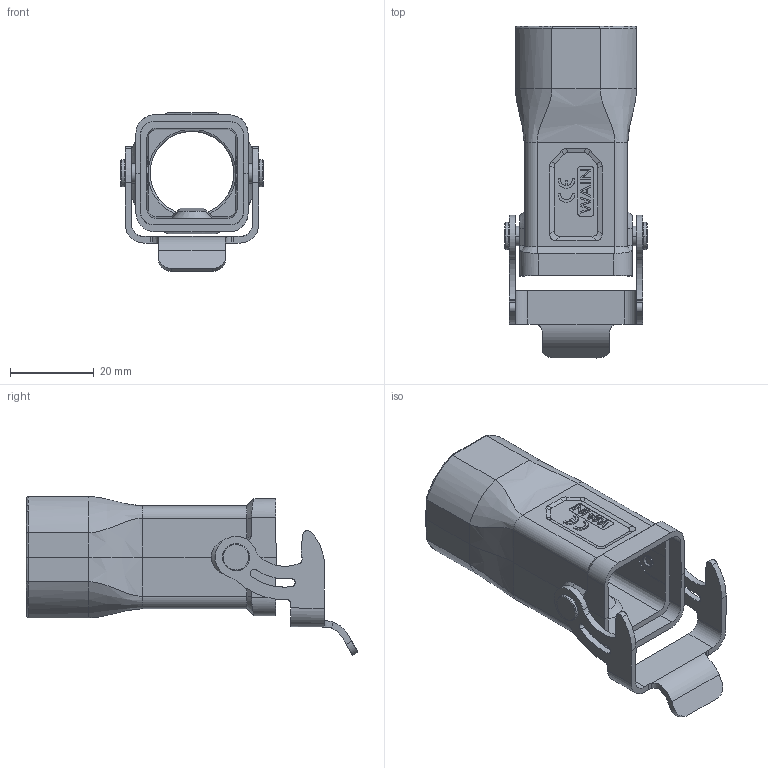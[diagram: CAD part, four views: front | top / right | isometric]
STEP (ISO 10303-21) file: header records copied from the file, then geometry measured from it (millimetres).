
FILE_DESCRIPTION((''),'2;1');
FILE_NAME('ASM0005_ASM_1_ASM','2024-01-17T',('11539'),(''),'PRO/ENGINEER BY PARAMETRIC TECHNOLOGY CORPORATION, 2012480','PRO/ENGINEER BY PARAMETRIC TECHNOLOGY CORPORATION, 2012480','');
FILE_SCHEMA(('CONFIG_CONTROL_DESIGN'));
Length unit declared in the file: millimetre
Products named in the file (1): ASM0005_ASM_1_ASM
Bounding box: 34 x 79.43 x 37.97 mm (x, y, z)
Volume: 14604.8 mm3; surface area: 13845.3 mm2
Topology: 1 solids, 1 shells, 307 faces, 854 edges, 564 vertices
Faces by surface type: plane 148, cylinder 100, cone 27, torus 13, bspline 12, extrusion 7
Entity records: 10831 total; most frequent: CARTESIAN_POINT 2962, ORIENTED_EDGE 1708, DIRECTION 1538, EDGE_CURVE 854, VERTEX_POINT 564, AXIS2_PLACEMENT_3D 518, VECTOR 502, LINE 495
